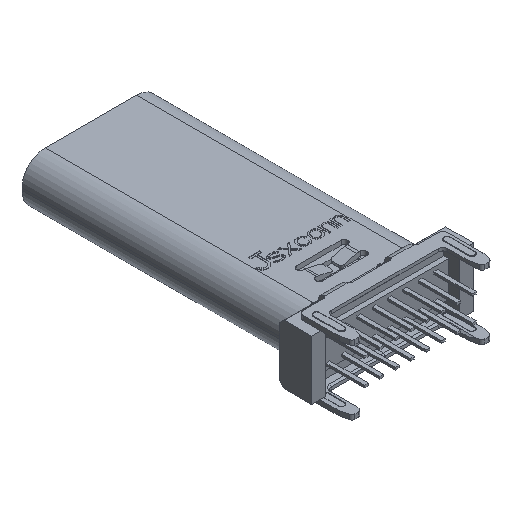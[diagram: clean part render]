
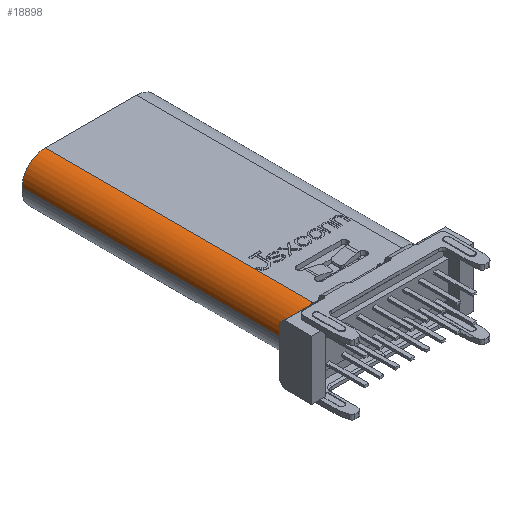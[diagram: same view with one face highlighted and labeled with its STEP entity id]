
A CAD part, isometric view. The second image highlights one B-rep face of the part: STEP entity #18898.
In plain terms, the highlighted cylindrical face has radius 1.5 mm (diameter 3 mm), a partial arc.
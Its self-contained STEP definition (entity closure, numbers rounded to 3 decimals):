
#1839=CARTESIAN_POINT('',(-10.77,14.45,
-2.22));
#1840=DIRECTION('',(0.,-1.,0.));
#1841=DIRECTION('',(-0.2,0.,0.98));
#1842=AXIS2_PLACEMENT_3D('',#1839,#1840,#1841);
#2668=DIRECTION('',(0.,-1.,0.));
#2669=VECTOR('',#2668,17.5);
#2670=CARTESIAN_POINT('',(-12.27,31.95,
-2.22));
#2671=LINE('',#2670,#2669);
#2672=DIRECTION('',(0.,1.,0.));
#2673=VECTOR('',#2672,17.382);
#2674=CARTESIAN_POINT('',(-10.77,14.569,
-0.72));
#2675=LINE('',#2674,#2673);
#2676=CARTESIAN_POINT('',(-11.07,14.45,
-0.75));
#2677=CARTESIAN_POINT('',(-11.046,14.451,
-0.745));
#2678=CARTESIAN_POINT('',(-10.998,14.458,
-0.737));
#2679=CARTESIAN_POINT('',(-10.931,14.488,
-0.728));
#2680=CARTESIAN_POINT('',(-10.893,14.517,
-0.725));
#2681=CARTESIAN_POINT('',(-10.875,14.535,
-0.724));
#2709=CARTESIAN_POINT('',(-10.77,31.95,
-2.22));
#2710=DIRECTION('',(0.,1.,0.));
#2711=DIRECTION('',(-1.,0.,0.));
#2712=AXIS2_PLACEMENT_3D('',#2709,#2710,#2711);
#4957=CARTESIAN_POINT('',(-10.875,14.535,
-0.724));
#4958=CARTESIAN_POINT('',(-10.866,14.544,
-0.723));
#4959=CARTESIAN_POINT('',(-10.845,14.559,
-0.722));
#4960=CARTESIAN_POINT('',(-10.808,14.571,
-0.72));
#4961=CARTESIAN_POINT('',(-10.783,14.571,
-0.72));
#4962=CARTESIAN_POINT('',(-10.77,14.569,
-0.72));
#11863=CARTESIAN_POINT('',(-12.27,31.95,
-2.22));
#11865=VERTEX_POINT('',#11863);
#11868=CARTESIAN_POINT('',(-10.77,31.95,
-0.72));
#11870=VERTEX_POINT('',#11868);
#12220=CARTESIAN_POINT('',(-10.77,14.569,
-0.72));
#12221=VERTEX_POINT('',#12220);
#12224=CARTESIAN_POINT('',(-10.875,14.535,
-0.724));
#12225=VERTEX_POINT('',#12224);
#14066=CARTESIAN_POINT('',(-12.27,14.45,
-2.22));
#14067=VERTEX_POINT('',#14066);
#14068=CARTESIAN_POINT('',(-11.07,14.45,
-0.75));
#14069=VERTEX_POINT('',#14068);
#18881=CARTESIAN_POINT('',(-10.77,29.45,
-2.22));
#18882=DIRECTION('',(0.,-1.,0.));
#18883=DIRECTION('',(0.,0.,-1.));
#18884=AXIS2_PLACEMENT_3D('',#18881,#18882,#18883);
#18885=CYLINDRICAL_SURFACE('',#18884,1.5);
#18886=ORIENTED_EDGE('',*,*,#16970,.T.);
#18888=ORIENTED_EDGE('',*,*,#18887,.F.);
#18890=ORIENTED_EDGE('',*,*,#18889,.T.);
#18892=ORIENTED_EDGE('',*,*,#18891,.F.);
#18894=ORIENTED_EDGE('',*,*,#18893,.F.);
#18895=ORIENTED_EDGE('',*,*,#18866,.F.);
#18896=EDGE_LOOP('',(#18886,#18888,#18890,#18892,#18894,#18895));
#18897=FACE_OUTER_BOUND('',#18896,.F.);
#1843=CIRCLE('',#1842,1.5);
#2682=B_SPLINE_CURVE_WITH_KNOTS('',3,(#2676,#2677,#2678,#2679,#2680,#2681),
.UNSPECIFIED.,.F.,.F.,(4,1,1,4),(0.,0.333,0.667,1.),
.UNSPECIFIED.);
#2713=CIRCLE('',#2712,1.5);
#4963=B_SPLINE_CURVE_WITH_KNOTS('',3,(#4957,#4958,#4959,#4960,#4961,#4962),
.UNSPECIFIED.,.F.,.F.,(4,1,1,4),(0.,0.333,0.667,1.),
.UNSPECIFIED.);
#16970=EDGE_CURVE('',#14069,#14067,#1843,.T.);
#18866=EDGE_CURVE('',#14069,#12225,#2682,.T.);
#18887=EDGE_CURVE('',#11865,#14067,#2671,.T.);
#18889=EDGE_CURVE('',#11865,#11870,#2713,.T.);
#18891=EDGE_CURVE('',#12221,#11870,#2675,.T.);
#18893=EDGE_CURVE('',#12225,#12221,#4963,.T.);
#18898=ADVANCED_FACE('',(#18897),#18885,.T.);
